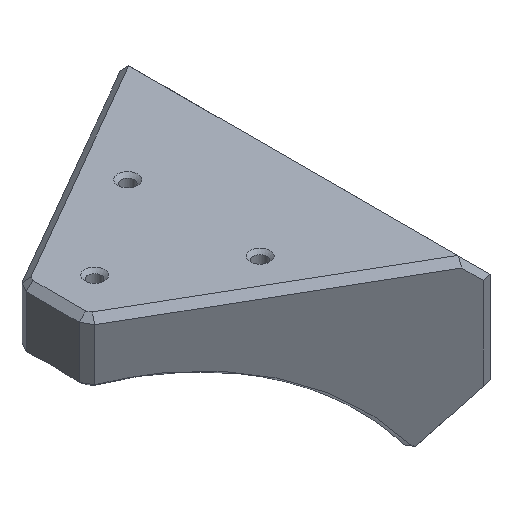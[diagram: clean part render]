
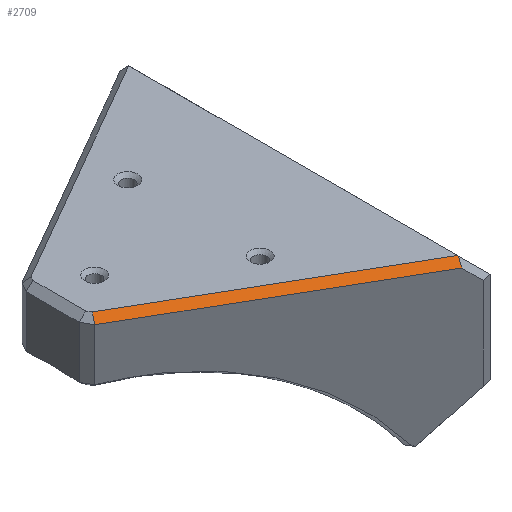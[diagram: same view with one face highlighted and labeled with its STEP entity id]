
A CAD part, isometric view. The second image highlights one B-rep face of the part: STEP entity #2709.
In plain terms, the highlighted planar face has unit normal (-0.354, -0.612, 0.707).
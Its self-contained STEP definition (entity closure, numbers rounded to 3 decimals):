
#158 = PLANE('',#159);
#159 = AXIS2_PLACEMENT_3D('',#160,#161,#162);
#160 = CARTESIAN_POINT('',(55.,0.,55.));
#161 = DIRECTION('',(-0.707,-0.,-0.707));
#162 = DIRECTION('',(-0.707,0.,0.707));
#1479 = VERTEX_POINT('',#1480);
#1480 = CARTESIAN_POINT('',(45.065,-24.938,
    64.935));
#1494 = PLANE('',#1495);
#1495 = AXIS2_PLACEMENT_3D('',#1496,#1497,#1498);
#1496 = CARTESIAN_POINT('',(47.482,-26.873,
    61.857));
#1497 = DIRECTION('',(0.182,-0.762,0.622));
#1498 = DIRECTION('',(-0.655,0.378,0.655));
#1506 = EDGE_CURVE('',#1479,#1507,#1509,.T.);
#1507 = VERTEX_POINT('',#1508);
#1508 = CARTESIAN_POINT('',(45.,-24.826,65.));
#1509 = SURFACE_CURVE('',#1510,(#1514,#1521),.PCURVE_S1.);
#1510 = LINE('',#1511,#1512);
#1511 = CARTESIAN_POINT('',(35.632,-8.6,
    74.368));
#1512 = VECTOR('',#1513,1.);
#1513 = DIRECTION('',(-0.447,0.775,0.447));
#1514 = PCURVE('',#158,#1515);
#1515 = DEFINITIONAL_REPRESENTATION('',(#1516),#1520);
#1516 = LINE('',#1517,#1518);
#1517 = CARTESIAN_POINT('',(27.39,-8.6));
#1518 = VECTOR('',#1519,1.);
#1519 = DIRECTION('',(0.632,0.775));
#1520 = ( GEOMETRIC_REPRESENTATION_CONTEXT(2) 
PARAMETRIC_REPRESENTATION_CONTEXT() REPRESENTATION_CONTEXT('2D SPACE',''
  ) );
#1521 = PCURVE('',#1522,#1527);
#1522 = PLANE('',#1523);
#1523 = AXIS2_PLACEMENT_3D('',#1524,#1525,#1526);
#1524 = CARTESIAN_POINT('',(8.91,-4.567,64.5));
#1525 = DIRECTION('',(0.354,0.612,-0.707));
#1526 = DIRECTION('',(0.866,-0.5,0.));
#1527 = DEFINITIONAL_REPRESENTATION('',(#1528),#1532);
#1528 = LINE('',#1529,#1530);
#1529 = CARTESIAN_POINT('',(25.158,-13.955));
#1530 = VECTOR('',#1531,1.);
#1531 = DIRECTION('',(-0.775,-0.632));
#1532 = ( GEOMETRIC_REPRESENTATION_CONTEXT(2) 
PARAMETRIC_REPRESENTATION_CONTEXT() REPRESENTATION_CONTEXT('2D SPACE',''
  ) );
#1550 = PLANE('',#1551);
#1551 = AXIS2_PLACEMENT_3D('',#1552,#1553,#1554);
#1552 = CARTESIAN_POINT('',(35.592,0.,65.));
#1553 = DIRECTION('',(0.,0.,1.));
#1554 = DIRECTION('',(1.,0.,-0.));
#2563 = PLANE('',#2564);
#2564 = AXIS2_PLACEMENT_3D('',#2565,#2566,#2567);
#2565 = CARTESIAN_POINT('',(8.66,-5.,0.));
#2566 = DIRECTION('',(0.5,0.866,-0.));
#2567 = DIRECTION('',(0.866,-0.5,0.));
#2666 = EDGE_CURVE('',#2667,#1479,#2669,.T.);
#2667 = VERTEX_POINT('',#2668);
#2668 = CARTESIAN_POINT('',(44.677,-25.794,64.));
#2669 = SURFACE_CURVE('',#2670,(#2674,#2681),.PCURVE_S1.);
#2670 = LINE('',#2671,#2672);
#2671 = CARTESIAN_POINT('',(45.002,-25.077,
    64.784));
#2672 = VECTOR('',#2673,1.);
#2673 = DIRECTION('',(0.292,0.646,0.705));
#2674 = PCURVE('',#1494,#2675);
#2675 = DEFINITIONAL_REPRESENTATION('',(#2676),#2680);
#2676 = LINE('',#2677,#2678);
#2677 = CARTESIAN_POINT('',(4.218,-0.384));
#2678 = VECTOR('',#2679,1.);
#2679 = DIRECTION('',(0.515,-0.857));
#2680 = ( GEOMETRIC_REPRESENTATION_CONTEXT(2) 
PARAMETRIC_REPRESENTATION_CONTEXT() REPRESENTATION_CONTEXT('2D SPACE',''
  ) );
#2681 = PCURVE('',#1522,#2682);
#2682 = DEFINITIONAL_REPRESENTATION('',(#2683),#2687);
#2683 = LINE('',#2684,#2685);
#2684 = CARTESIAN_POINT('',(41.511,-0.401));
#2685 = VECTOR('',#2686,1.);
#2686 = DIRECTION('',(-0.07,-0.998));
#2687 = ( GEOMETRIC_REPRESENTATION_CONTEXT(2) 
PARAMETRIC_REPRESENTATION_CONTEXT() REPRESENTATION_CONTEXT('2D SPACE',''
  ) );
#2709 = ADVANCED_FACE('',(#2710),#1522,.F.);
#2710 = FACE_BOUND('',#2711,.F.);
#2711 = EDGE_LOOP('',(#2712,#2713,#2736,#2764,#2785));
#2712 = ORIENTED_EDGE('',*,*,#2666,.F.);
#2713 = ORIENTED_EDGE('',*,*,#2714,.F.);
#2714 = EDGE_CURVE('',#2715,#2667,#2717,.T.);
#2715 = VERTEX_POINT('',#2716);
#2716 = CARTESIAN_POINT('',(9.526,-5.5,64.));
#2717 = SURFACE_CURVE('',#2718,(#2722,#2729),.PCURVE_S1.);
#2718 = LINE('',#2719,#2720);
#2719 = CARTESIAN_POINT('',(8.66,-5.,64.));
#2720 = VECTOR('',#2721,1.);
#2721 = DIRECTION('',(0.866,-0.5,0.));
#2722 = PCURVE('',#1522,#2723);
#2723 = DEFINITIONAL_REPRESENTATION('',(#2724),#2728);
#2724 = LINE('',#2725,#2726);
#2725 = CARTESIAN_POINT('',(0.,0.707));
#2726 = VECTOR('',#2727,1.);
#2727 = DIRECTION('',(1.,0.));
#2728 = ( GEOMETRIC_REPRESENTATION_CONTEXT(2) 
PARAMETRIC_REPRESENTATION_CONTEXT() REPRESENTATION_CONTEXT('2D SPACE',''
  ) );
#2729 = PCURVE('',#2563,#2730);
#2730 = DEFINITIONAL_REPRESENTATION('',(#2731),#2735);
#2731 = LINE('',#2732,#2733);
#2732 = CARTESIAN_POINT('',(0.,-64.));
#2733 = VECTOR('',#2734,1.);
#2734 = DIRECTION('',(1.,0.));
#2735 = ( GEOMETRIC_REPRESENTATION_CONTEXT(2) 
PARAMETRIC_REPRESENTATION_CONTEXT() REPRESENTATION_CONTEXT('2D SPACE',''
  ) );
#2736 = ORIENTED_EDGE('',*,*,#2737,.F.);
#2737 = EDGE_CURVE('',#2738,#2715,#2740,.T.);
#2738 = VERTEX_POINT('',#2739);
#2739 = CARTESIAN_POINT('',(10.026,-4.634,65.));
#2740 = SURFACE_CURVE('',#2741,(#2745,#2752),.PCURVE_S1.);
#2741 = LINE('',#2742,#2743);
#2742 = CARTESIAN_POINT('',(9.947,-4.771,
    64.842));
#2743 = VECTOR('',#2744,1.);
#2744 = DIRECTION('',(-0.354,-0.612,-0.707));
#2745 = PCURVE('',#1522,#2746);
#2746 = DEFINITIONAL_REPRESENTATION('',(#2747),#2751);
#2747 = LINE('',#2748,#2749);
#2748 = CARTESIAN_POINT('',(1.,-0.483));
#2749 = VECTOR('',#2750,1.);
#2750 = DIRECTION('',(0.,1.));
#2751 = ( GEOMETRIC_REPRESENTATION_CONTEXT(2) 
PARAMETRIC_REPRESENTATION_CONTEXT() REPRESENTATION_CONTEXT('2D SPACE',''
  ) );
#2752 = PCURVE('',#2753,#2758);
#2753 = PLANE('',#2754);
#2754 = AXIS2_PLACEMENT_3D('',#2755,#2756,#2757);
#2755 = CARTESIAN_POINT('',(9.66,-4.,65.));
#2756 = DIRECTION('',(0.655,0.378,-0.655));
#2757 = DIRECTION('',(0.5,-0.866,0.));
#2758 = DEFINITIONAL_REPRESENTATION('',(#2759),#2763);
#2759 = LINE('',#2760,#2761);
#2760 = CARTESIAN_POINT('',(0.811,0.21));
#2761 = VECTOR('',#2762,1.);
#2762 = DIRECTION('',(0.354,0.935));
#2763 = ( GEOMETRIC_REPRESENTATION_CONTEXT(2) 
PARAMETRIC_REPRESENTATION_CONTEXT() REPRESENTATION_CONTEXT('2D SPACE',''
  ) );
#2764 = ORIENTED_EDGE('',*,*,#2765,.T.);
#2765 = EDGE_CURVE('',#2738,#1507,#2766,.T.);
#2766 = SURFACE_CURVE('',#2767,(#2771,#2778),.PCURVE_S1.);
#2767 = LINE('',#2768,#2769);
#2768 = CARTESIAN_POINT('',(9.16,-4.134,65.));
#2769 = VECTOR('',#2770,1.);
#2770 = DIRECTION('',(0.866,-0.5,0.));
#2771 = PCURVE('',#1522,#2772);
#2772 = DEFINITIONAL_REPRESENTATION('',(#2773),#2777);
#2773 = LINE('',#2774,#2775);
#2774 = CARTESIAN_POINT('',(0.,-0.707));
#2775 = VECTOR('',#2776,1.);
#2776 = DIRECTION('',(1.,0.));
#2777 = ( GEOMETRIC_REPRESENTATION_CONTEXT(2) 
PARAMETRIC_REPRESENTATION_CONTEXT() REPRESENTATION_CONTEXT('2D SPACE',''
  ) );
#2778 = PCURVE('',#1550,#2779);
#2779 = DEFINITIONAL_REPRESENTATION('',(#2780),#2784);
#2780 = LINE('',#2781,#2782);
#2781 = CARTESIAN_POINT('',(-26.432,-4.134));
#2782 = VECTOR('',#2783,1.);
#2783 = DIRECTION('',(0.866,-0.5));
#2784 = ( GEOMETRIC_REPRESENTATION_CONTEXT(2) 
PARAMETRIC_REPRESENTATION_CONTEXT() REPRESENTATION_CONTEXT('2D SPACE',''
  ) );
#2785 = ORIENTED_EDGE('',*,*,#1506,.F.);
